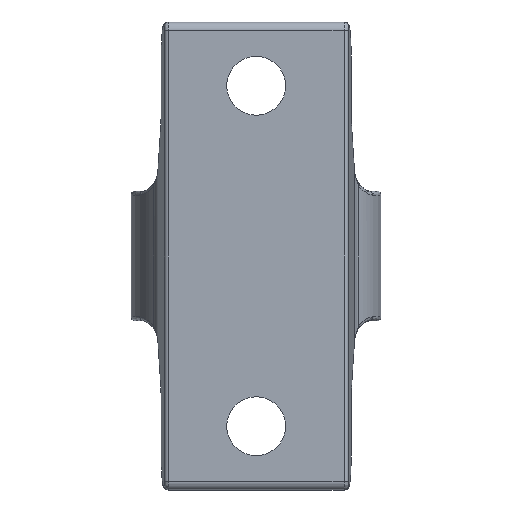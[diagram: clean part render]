
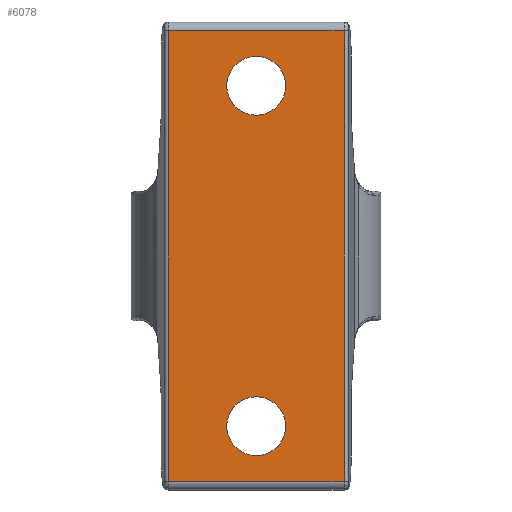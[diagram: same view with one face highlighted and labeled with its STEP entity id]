
A CAD part, front view. The second image highlights one B-rep face of the part: STEP entity #6078.
In plain terms, the highlighted planar face has unit normal (0, -1, 0).
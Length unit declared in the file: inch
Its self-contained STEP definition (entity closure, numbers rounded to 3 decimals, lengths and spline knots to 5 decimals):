
#238 = CARTESIAN_POINT ( 'NONE',  ( -0.27, -0.55, 0.6875 ) ) ;
#245 = CARTESIAN_POINT ( 'NONE',  ( 0., -0.55, -0.5 ) ) ;
#373 = CARTESIAN_POINT ( 'NONE',  ( 0., -0.55, -0.5865 ) ) ;
#450 = ORIENTED_EDGE ( 'NONE', *, *, #1658, .F. ) ;
#495 = FACE_BOUND ( 'NONE', #14170, .T. ) ;
#505 = AXIS2_PLACEMENT_3D ( 'NONE', #245, #9216, #7134 ) ;
#527 = DIRECTION ( 'NONE',  ( 0., 1., 0. ) ) ;
#1136 = VECTOR ( 'NONE', #13884, 39.37008 ) ;
#1193 = CARTESIAN_POINT ( 'NONE',  ( 0.25819, -0.55, -0.6625 ) ) ;
#1337 = VERTEX_POINT ( 'NONE', #2402 ) ;
#1423 = EDGE_CURVE ( 'NONE', #12967, #8755, #13543, .T. ) ;
#1442 = AXIS2_PLACEMENT_3D ( 'NONE', #238, #7585, #7792 ) ;
#1658 = EDGE_CURVE ( 'NONE', #11513, #5860, #5498, .T. ) ;
#1974 = ORIENTED_EDGE ( 'NONE', *, *, #4998, .F. ) ;
#2269 = EDGE_CURVE ( 'NONE', #5860, #13306, #5805, .T. ) ;
#2388 = CARTESIAN_POINT ( 'NONE',  ( 0., -0.55, -0.4135 ) ) ;
#2402 = CARTESIAN_POINT ( 'NONE',  ( 0.25819, -0.55, 0.6625 ) ) ;
#2480 = VECTOR ( 'NONE', #6322, 39.37008 ) ;
#2719 = ORIENTED_EDGE ( 'NONE', *, *, #12049, .T. ) ;
#2723 = CIRCLE ( 'NONE', #505, 0.0865 ) ;
#2787 = VECTOR ( 'NONE', #10751, 39.37008 ) ;
#3070 = ORIENTED_EDGE ( 'NONE', *, *, #9804, .F. ) ;
#3270 = LINE ( 'NONE', #4649, #2480 ) ;
#4564 = VECTOR ( 'NONE', #7709, 39.37008 ) ;
#4586 = LINE ( 'NONE', #12938, #2787 ) ;
#4649 = CARTESIAN_POINT ( 'NONE',  ( 0.25819, -0.55, -0.66558 ) ) ;
#4998 = EDGE_CURVE ( 'NONE', #1337, #11513, #3270, .T. ) ;
#5112 = AXIS2_PLACEMENT_3D ( 'NONE', #9490, #527, #13375 ) ;
#5498 = LINE ( 'NONE', #7642, #1136 ) ;
#5707 = ORIENTED_EDGE ( 'NONE', *, *, #6088, .T. ) ;
#5767 = CARTESIAN_POINT ( 'NONE',  ( 0., -0.55, 0.5 ) ) ;
#5805 = LINE ( 'NONE', #14203, #4564 ) ;
#5860 = VERTEX_POINT ( 'NONE', #14005 ) ;
#5915 = VERTEX_POINT ( 'NONE', #10847 ) ;
#6078 = ADVANCED_FACE ( 'NONE', ( #495, #8276, #11128 ), #9952, .F. ) ;
#6088 = EDGE_CURVE ( 'NONE', #5915, #11582, #8372, .T. ) ;
#6296 = EDGE_CURVE ( 'NONE', #8755, #12967, #2723, .T. ) ;
#6322 = DIRECTION ( 'NONE',  ( 0., 0., -1. ) ) ;
#7122 = DIRECTION ( 'NONE',  ( 0., 0., 1. ) ) ;
#7134 = DIRECTION ( 'NONE',  ( 0., 0., 1. ) ) ;
#7373 = CARTESIAN_POINT ( 'NONE',  ( 0., -0.55, 0.4135 ) ) ;
#7585 = DIRECTION ( 'NONE',  ( 0., 1., 0. ) ) ;
#7642 = CARTESIAN_POINT ( 'NONE',  ( -0.27, -0.55, -0.6625 ) ) ;
#7674 = DIRECTION ( 'NONE',  ( 0., 0., 1. ) ) ;
#7709 = DIRECTION ( 'NONE',  ( 0., 0., 1. ) ) ;
#7792 = DIRECTION ( 'NONE',  ( 0., 0., 1. ) ) ;
#8015 = CARTESIAN_POINT ( 'NONE',  ( -0.25819, -0.55, 0.6625 ) ) ;
#8276 = FACE_BOUND ( 'NONE', #14430, .T. ) ;
#8372 = CIRCLE ( 'NONE', #13078, 0.0865 ) ;
#8755 = VERTEX_POINT ( 'NONE', #2388 ) ;
#9207 = CARTESIAN_POINT ( 'NONE',  ( 0., -0.55, 0.5 ) ) ;
#9216 = DIRECTION ( 'NONE',  ( 0., 1., 0. ) ) ;
#9490 = CARTESIAN_POINT ( 'NONE',  ( 0., -0.55, -0.5 ) ) ;
#9760 = AXIS2_PLACEMENT_3D ( 'NONE', #5767, #14164, #7674 ) ;
#9804 = EDGE_CURVE ( 'NONE', #13306, #1337, #4586, .T. ) ;
#9952 = PLANE ( 'NONE',  #1442 ) ;
#10751 = DIRECTION ( 'NONE',  ( 1., 0., 0. ) ) ;
#10847 = CARTESIAN_POINT ( 'NONE',  ( 0., -0.55, 0.5865 ) ) ;
#11128 = FACE_OUTER_BOUND ( 'NONE', #13491, .T. ) ;
#11513 = VERTEX_POINT ( 'NONE', #1193 ) ;
#11582 = VERTEX_POINT ( 'NONE', #7373 ) ;
#12049 = EDGE_CURVE ( 'NONE', #11582, #5915, #12436, .T. ) ;
#12436 = CIRCLE ( 'NONE', #9760, 0.0865 ) ;
#12629 = ORIENTED_EDGE ( 'NONE', *, *, #1423, .T. ) ;
#12938 = CARTESIAN_POINT ( 'NONE',  ( -0.27, -0.55, 0.6625 ) ) ;
#12967 = VERTEX_POINT ( 'NONE', #373 ) ;
#13078 = AXIS2_PLACEMENT_3D ( 'NONE', #9207, #13578, #7122 ) ;
#13306 = VERTEX_POINT ( 'NONE', #8015 ) ;
#13375 = DIRECTION ( 'NONE',  ( 0., 0., 1. ) ) ;
#13491 = EDGE_LOOP ( 'NONE', ( #13856, #450, #1974, #3070 ) ) ;
#13543 = CIRCLE ( 'NONE', #5112, 0.0865 ) ;
#13578 = DIRECTION ( 'NONE',  ( 0., 1., 0. ) ) ;
#13856 = ORIENTED_EDGE ( 'NONE', *, *, #2269, .F. ) ;
#13884 = DIRECTION ( 'NONE',  ( -1., 0., 0. ) ) ;
#14005 = CARTESIAN_POINT ( 'NONE',  ( -0.25819, -0.55, -0.6625 ) ) ;
#14164 = DIRECTION ( 'NONE',  ( 0., 1., 0. ) ) ;
#14170 = EDGE_LOOP ( 'NONE', ( #5707, #2719 ) ) ;
#14203 = CARTESIAN_POINT ( 'NONE',  ( -0.25819, -0.55, 0.66532 ) ) ;
#14345 = ORIENTED_EDGE ( 'NONE', *, *, #6296, .T. ) ;
#14430 = EDGE_LOOP ( 'NONE', ( #14345, #12629 ) ) ;
